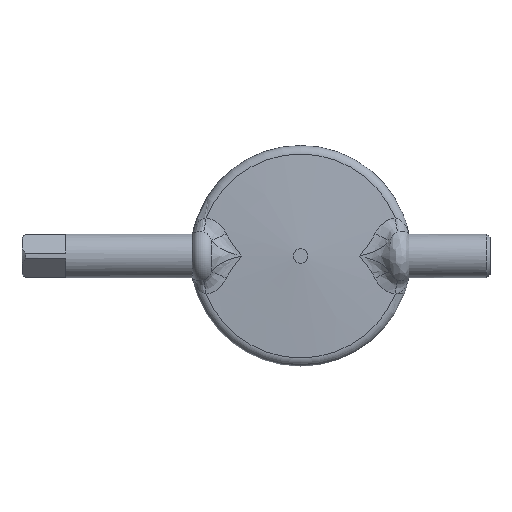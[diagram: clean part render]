
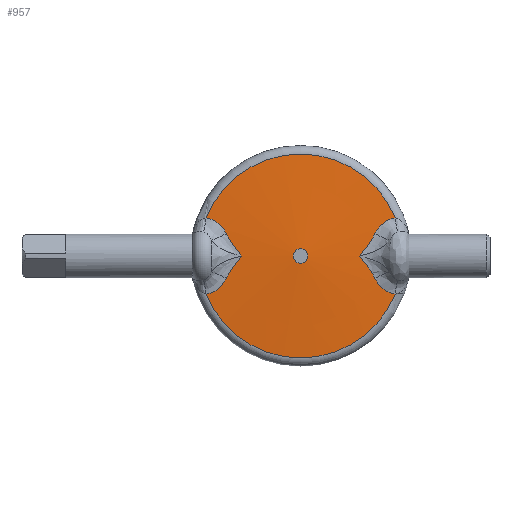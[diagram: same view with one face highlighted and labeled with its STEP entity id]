
A CAD part, left-side view. The second image highlights one B-rep face of the part: STEP entity #957.
In plain terms, the highlighted conical face has half-angle 86.688 degrees and reference radius 14.997 mm.
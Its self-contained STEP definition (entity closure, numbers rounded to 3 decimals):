
#172=CARTESIAN_POINT('',(-2.496,25.957,-10.485));
#173=VERTEX_POINT('',#172);
#294=CARTESIAN_POINT('',(-2.884,20.386,-6.116));
#295=VERTEX_POINT('',#294);
#296=CARTESIAN_POINT('',(-2.496,25.957,-10.485));
#297=CARTESIAN_POINT('',(-2.515,25.61,-10.435));
#298=CARTESIAN_POINT('',(-2.556,24.92,-10.278));
#299=CARTESIAN_POINT('',(-2.618,23.932,-9.88));
#300=CARTESIAN_POINT('',(-2.678,23.027,-9.343));
#301=CARTESIAN_POINT('',(-2.737,22.202,-8.672));
#302=CARTESIAN_POINT('',(-2.782,21.603,-8.028));
#303=CARTESIAN_POINT('',(-2.833,20.967,-7.195));
#304=CARTESIAN_POINT('',(-2.864,20.612,-6.587));
#305=CARTESIAN_POINT('',(-2.884,20.386,-6.116));
#306=B_SPLINE_CURVE_WITH_KNOTS('',3,(#296,#297,#298,#299,#300,#301,#302,#303,#304,#305),.UNSPECIFIED.,.F.,.U.,(4,1,1,1,1,1,1,4),(-0.737,-0.631,-0.526,-0.421,-0.316,-0.21,-0.158,0.0),.UNSPECIFIED.);
#307=EDGE_CURVE('',#173,#295,#306,.T.);
#396=CARTESIAN_POINT('',(-3.179,16.193,0.0));
#397=VERTEX_POINT('',#396);
#398=CARTESIAN_POINT('',(-2.884,20.386,-6.116));
#399=CARTESIAN_POINT('',(-2.912,20.08,-5.48));
#400=CARTESIAN_POINT('',(-2.969,19.382,-4.255));
#401=CARTESIAN_POINT('',(-3.056,18.162,-2.517));
#402=CARTESIAN_POINT('',(-3.127,17.072,-1.118));
#403=CARTESIAN_POINT('',(-3.166,16.418,-0.287));
#404=CARTESIAN_POINT('',(-3.178,16.201,-0.01));
#405=CARTESIAN_POINT('',(-3.178,16.198,-0.007));
#406=CARTESIAN_POINT('',(-3.179,16.196,-0.003));
#407=CARTESIAN_POINT('',(-3.179,16.193,0.));
#408=B_SPLINE_CURVE_WITH_KNOTS('',3,(#398,#399,#400,#401,#402,#403,#404,#405,#406,#407),.UNSPECIFIED.,.F.,.U.,(4,1,1,1,3,4),(-0.747,-0.534,-0.32,-0.107,0.0,0.001),.UNSPECIFIED.);
#409=EDGE_CURVE('',#295,#397,#408,.T.);
#503=CARTESIAN_POINT('',(-2.884,20.386,6.116));
#504=VERTEX_POINT('',#503);
#505=CARTESIAN_POINT('',(-3.179,16.193,0.));
#506=CARTESIAN_POINT('',(-3.179,16.196,0.003));
#507=CARTESIAN_POINT('',(-3.178,16.198,0.007));
#508=CARTESIAN_POINT('',(-3.178,16.201,0.01));
#509=CARTESIAN_POINT('',(-3.153,16.634,0.564));
#510=CARTESIAN_POINT('',(-3.099,17.514,1.672));
#511=CARTESIAN_POINT('',(-3.027,18.576,3.092));
#512=CARTESIAN_POINT('',(-2.954,19.556,4.561));
#513=CARTESIAN_POINT('',(-2.912,20.08,5.48));
#514=CARTESIAN_POINT('',(-2.884,20.386,6.116));
#515=B_SPLINE_CURVE_WITH_KNOTS('',3,(#505,#506,#507,#508,#509,#510,#511,#512,#513,#514),.UNSPECIFIED.,.F.,.U.,(4,3,1,1,1,4),(-0.748,-0.747,-0.534,-0.32,-0.213,0.0),.UNSPECIFIED.);
#516=EDGE_CURVE('',#397,#504,#515,.T.);
#593=CARTESIAN_POINT('',(-2.496,25.957,10.485));
#594=VERTEX_POINT('',#593);
#595=CARTESIAN_POINT('',(-2.884,20.386,6.116));
#596=CARTESIAN_POINT('',(-2.871,20.536,6.43));
#597=CARTESIAN_POINT('',(-2.841,20.873,7.046));
#598=CARTESIAN_POINT('',(-2.782,21.594,8.053));
#599=CARTESIAN_POINT('',(-2.726,22.338,8.8));
#600=CARTESIAN_POINT('',(-2.648,23.463,9.646));
#601=CARTESIAN_POINT('',(-2.576,24.575,10.199));
#602=CARTESIAN_POINT('',(-2.515,25.61,10.435));
#603=CARTESIAN_POINT('',(-2.496,25.957,10.485));
#604=B_SPLINE_CURVE_WITH_KNOTS('',3,(#595,#596,#597,#598,#599,#600,#601,#602,#603),.UNSPECIFIED.,.F.,.U.,(4,1,1,1,1,1,4),(-0.737,-0.631,-0.526,-0.368,-0.316,-0.105,0.0),.UNSPECIFIED.);
#605=EDGE_CURVE('',#504,#594,#604,.T.);
#781=CARTESIAN_POINT('',(-2.496,-25.957,10.485));
#782=VERTEX_POINT('',#781);
#783=CARTESIAN_POINT('',(-2.496,0.,0.0));
#784=DIRECTION('',(1.0,0.0,0.0));
#785=DIRECTION('',(0.0,1.0,0.0));
#786=AXIS2_PLACEMENT_3D('',#783,#784,#785);
#787=CIRCLE('',#786,27.994);
#788=EDGE_CURVE('',#594,#782,#787,.T.);
#868=CARTESIAN_POINT('',(-3.248,0.,0.0));
#869=DIRECTION('',(1.0,0.,0.0));
#870=DIRECTION('',(0.0,1.0,0.0));
#871=AXIS2_PLACEMENT_3D('',#868,#869,#870);
#872=CONICAL_SURFACE('',#871,14.997,86.688);
#873=CARTESIAN_POINT('',(-4.,2.,0.0));
#874=VERTEX_POINT('',#873);
#875=CARTESIAN_POINT('',(-4.,0.,0.0));
#876=DIRECTION('',(1.0,0.0,0.0));
#877=DIRECTION('',(0.0,1.0,0.0));
#878=AXIS2_PLACEMENT_3D('',#875,#876,#877);
#879=CIRCLE('',#878,2.0);
#880=EDGE_CURVE('',#874,#874,#879,.T.);
#881=ORIENTED_EDGE('',*,*,#880,.T.);
#882=EDGE_LOOP('',(#881));
#883=FACE_OUTER_BOUND('',#882,.T.);
#884=ORIENTED_EDGE('',*,*,#605,.F.);
#885=ORIENTED_EDGE('',*,*,#516,.F.);
#886=ORIENTED_EDGE('',*,*,#409,.F.);
#887=ORIENTED_EDGE('',*,*,#307,.F.);
#888=CARTESIAN_POINT('',(-2.496,-25.957,-10.485));
#889=VERTEX_POINT('',#888);
#890=CARTESIAN_POINT('',(-2.496,0.,0.0));
#891=DIRECTION('',(1.0,0.0,0.0));
#892=DIRECTION('',(0.0,1.0,0.0));
#893=AXIS2_PLACEMENT_3D('',#890,#891,#892);
#894=CIRCLE('',#893,27.994);
#895=EDGE_CURVE('',#889,#173,#894,.T.);
#896=ORIENTED_EDGE('',*,*,#895,.F.);
#897=CARTESIAN_POINT('',(-2.884,-20.386,-6.116));
#898=VERTEX_POINT('',#897);
#899=CARTESIAN_POINT('',(-2.884,-20.386,-6.116));
#900=CARTESIAN_POINT('',(-2.871,-20.536,-6.43));
#901=CARTESIAN_POINT('',(-2.841,-20.873,-7.045));
#902=CARTESIAN_POINT('',(-2.791,-21.483,-7.899));
#903=CARTESIAN_POINT('',(-2.737,-22.202,-8.672));
#904=CARTESIAN_POINT('',(-2.678,-23.028,-9.343));
#905=CARTESIAN_POINT('',(-2.618,-23.932,-9.88));
#906=CARTESIAN_POINT('',(-2.556,-24.92,-10.279));
#907=CARTESIAN_POINT('',(-2.515,-25.61,-10.435));
#908=CARTESIAN_POINT('',(-2.496,-25.957,-10.485));
#909=B_SPLINE_CURVE_WITH_KNOTS('',3,(#899,#900,#901,#902,#903,#904,#905,#906,#907,#908),.UNSPECIFIED.,.F.,.U.,(4,1,1,1,1,1,1,4),(-0.737,-0.631,-0.526,-0.421,-0.316,-0.21,-0.105,0.0),.UNSPECIFIED.);
#910=EDGE_CURVE('',#898,#889,#909,.T.);
#911=ORIENTED_EDGE('',*,*,#910,.F.);
#912=CARTESIAN_POINT('',(-3.179,-16.193,0.0));
#913=VERTEX_POINT('',#912);
#914=CARTESIAN_POINT('',(-3.179,-16.193,0.));
#915=CARTESIAN_POINT('',(-3.179,-16.196,-0.003));
#916=CARTESIAN_POINT('',(-3.178,-16.198,-0.007));
#917=CARTESIAN_POINT('',(-3.178,-16.201,-0.01));
#918=CARTESIAN_POINT('',(-3.153,-16.634,-0.564));
#919=CARTESIAN_POINT('',(-3.099,-17.514,-1.672));
#920=CARTESIAN_POINT('',(-3.012,-18.788,-3.376));
#921=CARTESIAN_POINT('',(-2.94,-19.742,-4.862));
#922=CARTESIAN_POINT('',(-2.898,-20.233,-5.798));
#923=CARTESIAN_POINT('',(-2.884,-20.386,-6.116));
#924=B_SPLINE_CURVE_WITH_KNOTS('',3,(#914,#915,#916,#917,#918,#919,#920,#921,#922,#923),.UNSPECIFIED.,.F.,.U.,(4,3,1,1,1,4),(-0.748,-0.747,-0.534,-0.32,-0.107,0.0),.UNSPECIFIED.);
#925=EDGE_CURVE('',#913,#898,#924,.T.);
#926=ORIENTED_EDGE('',*,*,#925,.F.);
#927=CARTESIAN_POINT('',(-2.884,-20.386,6.116));
#928=VERTEX_POINT('',#927);
#929=CARTESIAN_POINT('',(-2.884,-20.386,6.116));
#930=CARTESIAN_POINT('',(-2.912,-20.08,5.48));
#931=CARTESIAN_POINT('',(-2.954,-19.556,4.561));
#932=CARTESIAN_POINT('',(-3.027,-18.576,3.092));
#933=CARTESIAN_POINT('',(-3.099,-17.514,1.672));
#934=CARTESIAN_POINT('',(-3.153,-16.634,0.564));
#935=CARTESIAN_POINT('',(-3.178,-16.201,0.01));
#936=CARTESIAN_POINT('',(-3.178,-16.198,0.007));
#937=CARTESIAN_POINT('',(-3.179,-16.196,0.003));
#938=CARTESIAN_POINT('',(-3.179,-16.193,0.));
#939=B_SPLINE_CURVE_WITH_KNOTS('',3,(#929,#930,#931,#932,#933,#934,#935,#936,#937,#938),.UNSPECIFIED.,.F.,.U.,(4,1,1,1,3,4),(-0.747,-0.534,-0.427,-0.213,0.0,0.001),.UNSPECIFIED.);
#940=EDGE_CURVE('',#928,#913,#939,.T.);
#941=ORIENTED_EDGE('',*,*,#940,.F.);
#942=CARTESIAN_POINT('',(-2.496,-25.957,10.485));
#943=CARTESIAN_POINT('',(-2.515,-25.61,10.435));
#944=CARTESIAN_POINT('',(-2.556,-24.921,10.278));
#945=CARTESIAN_POINT('',(-2.607,-24.103,9.949));
#946=CARTESIAN_POINT('',(-2.647,-23.486,9.615));
#947=CARTESIAN_POINT('',(-2.707,-22.596,9.042));
#948=CARTESIAN_POINT('',(-2.793,-21.439,7.955));
#949=CARTESIAN_POINT('',(-2.857,-20.687,6.743));
#950=CARTESIAN_POINT('',(-2.884,-20.386,6.116));
#951=B_SPLINE_CURVE_WITH_KNOTS('',3,(#942,#943,#944,#945,#946,#947,#948,#949,#950),.UNSPECIFIED.,.F.,.U.,(4,1,1,1,1,1,4),(-0.737,-0.631,-0.526,-0.474,-0.421,-0.21,0.0),.UNSPECIFIED.);
#952=EDGE_CURVE('',#782,#928,#951,.T.);
#953=ORIENTED_EDGE('',*,*,#952,.F.);
#954=ORIENTED_EDGE('',*,*,#788,.F.);
#955=EDGE_LOOP('',(#884,#885,#886,#887,#896,#911,#926,#941,#953,#954));
#956=FACE_BOUND('',#955,.T.);
#957=ADVANCED_FACE('',(#883,#956),#872,.T.);
